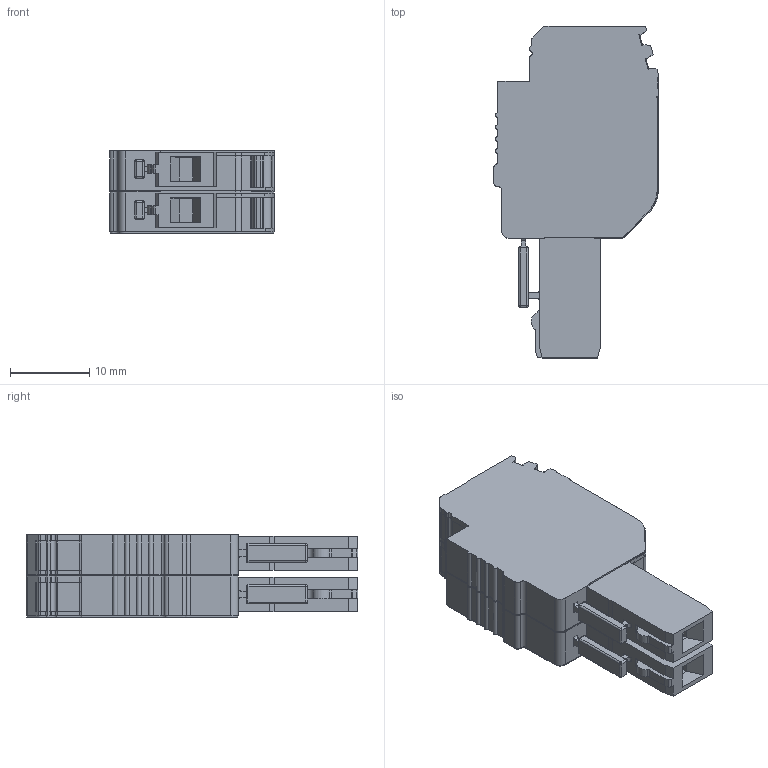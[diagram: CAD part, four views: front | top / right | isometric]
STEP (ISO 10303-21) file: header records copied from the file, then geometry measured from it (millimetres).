
FILE_DESCRIPTION (( 'STEP AP214' ), '1' );
FILE_NAME ('310389_SG_PT 2.5CS_2_Grey.STEP', '2017-09-28T07:59:40', ( '' ), ( '' ), 'SwSTEP 2.0', 'SolidWorks 2017', '' );
FILE_SCHEMA (( 'AUTOMOTIVE_DESIGN' ));
Length unit declared in the file: millimetre
Products named in the file (1): 310389_SG_PT 2.5CS_2_Grey
Bounding box: 20.78 x 41.9 x 10.4 mm (x, y, z)
Volume: 5779.1 mm3; surface area: 3173.1 mm2
Topology: 1 solids, 3 shells, 593 faces, 1670 edges, 1079 vertices
Faces by surface type: plane 382, cylinder 195, bspline 16
Entity records: 19162 total; most frequent: CARTESIAN_POINT 3585, ORIENTED_EDGE 3308, DIRECTION 3198, EDGE_CURVE 1654, LINE 1254, VECTOR 1254, VERTEX_POINT 1079, AXIS2_PLACEMENT_3D 972
